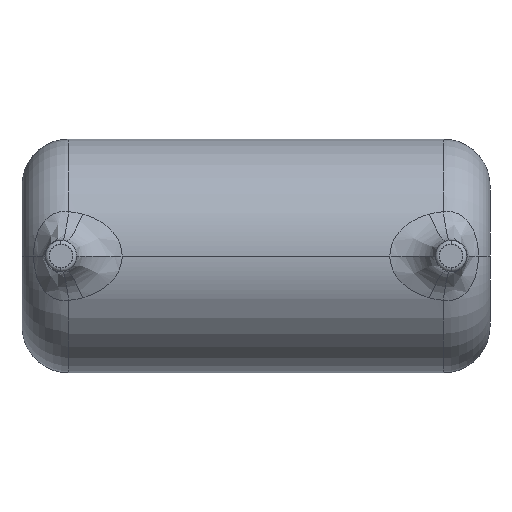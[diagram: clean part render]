
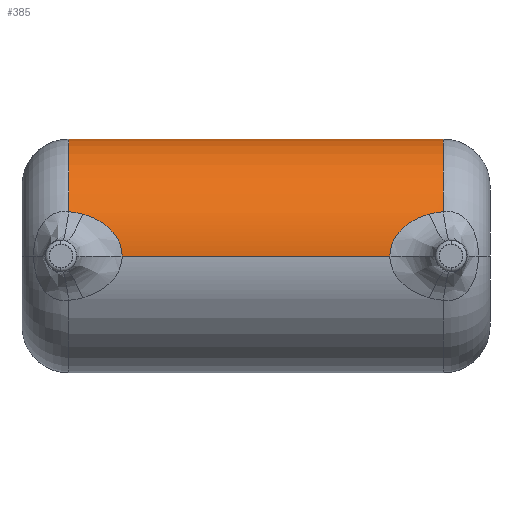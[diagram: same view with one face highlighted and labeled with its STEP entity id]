
A CAD part, front view. The second image highlights one B-rep face of the part: STEP entity #385.
In plain terms, the highlighted cylindrical face has radius 3 mm (diameter 6 mm), a partial arc.
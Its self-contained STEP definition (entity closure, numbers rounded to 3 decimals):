
#37 = CARTESIAN_POINT ( 'NONE',  ( 0., 1., 0. ) ) ;
#45 = DIRECTION ( 'NONE',  ( -1., 0., 0. ) ) ;
#51 = CARTESIAN_POINT ( 'NONE',  ( -4.19, 1.168, 0.991 ) ) ;
#79 = ORIENTED_EDGE ( 'NONE', *, *, #1226, .T. ) ;
#105 = ORIENTED_EDGE ( 'NONE', *, *, #1490, .T. ) ;
#120 = AXIS2_PLACEMENT_3D ( 'NONE', #863, #1131, #447 ) ;
#185 = CARTESIAN_POINT ( 'NONE',  ( 3.433, 1., 0. ) ) ;
#193 = CARTESIAN_POINT ( 'NONE',  ( -3.577, 1.04, 0.505 ) ) ;
#299 = CARTESIAN_POINT ( 'NONE',  ( -4.678, 1.219, 1.124 ) ) ;
#312 = EDGE_LOOP ( 'NONE', ( #661, #105, #79, #581, #1448, #914, #960, #473 ) ) ;
#316 = CARTESIAN_POINT ( 'NONE',  ( 3.577, 1.04, 0.505 ) ) ;
#326 = FACE_OUTER_BOUND ( 'NONE', #312, .T. ) ;
#385 = ADVANCED_FACE ( 'NONE', ( #326 ), #1267, .T. ) ;
#419 = VECTOR ( 'NONE', #500, 1000. ) ;
#432 = EDGE_CURVE ( 'NONE', #943, #932, #1145, .T. ) ;
#447 = DIRECTION ( 'NONE',  ( 0., -1., 0. ) ) ;
#451 = B_SPLINE_CURVE_WITH_KNOTS ( 'NONE', 3,
 ( #1765, #919, #1309, #193, #1300, #1163, #496, #51, #1033, #910 ),
 .UNSPECIFIED., .F., .F.,
 ( 4, 2, 2, 2, 4 ),
 ( 0., 0., 0.001, 0.001, 0.002 ),
 .UNSPECIFIED. ) ;
#473 = ORIENTED_EDGE ( 'NONE', *, *, #1779, .F. ) ;
#490 = LINE ( 'NONE', #1733, #638 ) ;
#496 = CARTESIAN_POINT ( 'NONE',  ( -3.957, 1.128, 0.869 ) ) ;
#500 = DIRECTION ( 'NONE',  ( -1., 0., 0. ) ) ;
#511 = B_SPLINE_CURVE_WITH_KNOTS ( 'NONE', 3,
 ( #1656, #701, #1238, #1813 ),
 .UNSPECIFIED., .F., .F.,
 ( 4, 4 ),
 ( 0.002, 0.002 ),
 .UNSPECIFIED. ) ;
#581 = ORIENTED_EDGE ( 'NONE', *, *, #1325, .T. ) ;
#638 = VECTOR ( 'NONE', #1743, 1000. ) ;
#661 = ORIENTED_EDGE ( 'NONE', *, *, #432, .F. ) ;
#677 = CARTESIAN_POINT ( 'NONE',  ( -4.8, 1.223, 1.135 ) ) ;
#694 = CARTESIAN_POINT ( 'NONE',  ( -4.441, 1.198, 1.072 ) ) ;
#701 = CARTESIAN_POINT ( 'NONE',  ( 4.558, 1.21, 1.103 ) ) ;
#760 = CARTESIAN_POINT ( 'NONE',  ( 3.659, 1.062, 0.613 ) ) ;
#815 = CARTESIAN_POINT ( 'NONE',  ( 4.8, 1.223, 1.135 ) ) ;
#830 = CIRCLE ( 'NONE', #1225, 3. ) ;
#836 = VERTEX_POINT ( 'NONE', #1308 ) ;
#863 = CARTESIAN_POINT ( 'NONE',  ( 4.8, 4., 0. ) ) ;
#875 = DIRECTION ( 'NONE',  ( 0., -1., 0. ) ) ;
#882 = CARTESIAN_POINT ( 'NONE',  ( 3.957, 1.128, 0.869 ) ) ;
#910 = CARTESIAN_POINT ( 'NONE',  ( -4.441, 1.198, 1.072 ) ) ;
#914 = ORIENTED_EDGE ( 'NONE', *, *, #1450, .F. ) ;
#918 = CARTESIAN_POINT ( 'NONE',  ( -3.433, 1., 0. ) ) ;
#919 = CARTESIAN_POINT ( 'NONE',  ( -3.433, 1., 0.135 ) ) ;
#932 = VERTEX_POINT ( 'NONE', #918 ) ;
#943 = VERTEX_POINT ( 'NONE', #1094 ) ;
#950 = AXIS2_PLACEMENT_3D ( 'NONE', #1707, #45, #1012 ) ;
#954 = EDGE_CURVE ( 'NONE', #1079, #836, #1590, .T. ) ;
#960 = ORIENTED_EDGE ( 'NONE', *, *, #954, .F. ) ;
#980 = CARTESIAN_POINT ( 'NONE',  ( 4.8, 4., 3. ) ) ;
#983 = VERTEX_POINT ( 'NONE', #815 ) ;
#1012 = DIRECTION ( 'NONE',  ( 0., -1., 0. ) ) ;
#1027 = CARTESIAN_POINT ( 'NONE',  ( -4.8, 4., 0. ) ) ;
#1033 = CARTESIAN_POINT ( 'NONE',  ( -4.313, 1.185, 1.038 ) ) ;
#1035 = CARTESIAN_POINT ( 'NONE',  ( 3.433, 1., 0.135 ) ) ;
#1079 = VERTEX_POINT ( 'NONE', #694 ) ;
#1094 = CARTESIAN_POINT ( 'NONE',  ( 3.433, 1., 0. ) ) ;
#1115 = CARTESIAN_POINT ( 'NONE',  ( -4.8, 4., 3. ) ) ;
#1125 = VERTEX_POINT ( 'NONE', #1115 ) ;
#1131 = DIRECTION ( 'NONE',  ( -1., 0., 0. ) ) ;
#1145 = LINE ( 'NONE', #37, #419 ) ;
#1163 = CARTESIAN_POINT ( 'NONE',  ( -3.848, 1.105, 0.794 ) ) ;
#1189 = CARTESIAN_POINT ( 'NONE',  ( 4.441, 1.198, 1.072 ) ) ;
#1207 = B_SPLINE_CURVE_WITH_KNOTS ( 'NONE', 3,
 ( #185, #1035, #1568, #316, #760, #1288, #882, #1445, #1598, #1415 ),
 .UNSPECIFIED., .F., .F.,
 ( 4, 2, 2, 2, 4 ),
 ( 0., 0., 0.001, 0.001, 0.002 ),
 .UNSPECIFIED. ) ;
#1225 = AXIS2_PLACEMENT_3D ( 'NONE', #1027, #1706, #875 ) ;
#1226 = EDGE_CURVE ( 'NONE', #1594, #983, #511, .T. ) ;
#1238 = CARTESIAN_POINT ( 'NONE',  ( 4.678, 1.219, 1.124 ) ) ;
#1263 = VERTEX_POINT ( 'NONE', #980 ) ;
#1267 = CYLINDRICAL_SURFACE ( 'NONE', #950, 3. ) ;
#1288 = CARTESIAN_POINT ( 'NONE',  ( 3.848, 1.105, 0.794 ) ) ;
#1300 = CARTESIAN_POINT ( 'NONE',  ( -3.659, 1.062, 0.613 ) ) ;
#1308 = CARTESIAN_POINT ( 'NONE',  ( -4.8, 1.223, 1.135 ) ) ;
#1309 = CARTESIAN_POINT ( 'NONE',  ( -3.465, 1.01, 0.267 ) ) ;
#1325 = EDGE_CURVE ( 'NONE', #983, #1263, #1467, .T. ) ;
#1380 = CARTESIAN_POINT ( 'NONE',  ( -4.558, 1.21, 1.103 ) ) ;
#1397 = CARTESIAN_POINT ( 'NONE',  ( -4.441, 1.198, 1.072 ) ) ;
#1415 = CARTESIAN_POINT ( 'NONE',  ( 4.441, 1.198, 1.072 ) ) ;
#1445 = CARTESIAN_POINT ( 'NONE',  ( 4.19, 1.168, 0.991 ) ) ;
#1448 = ORIENTED_EDGE ( 'NONE', *, *, #1471, .F. ) ;
#1450 = EDGE_CURVE ( 'NONE', #836, #1125, #830, .T. ) ;
#1467 = CIRCLE ( 'NONE', #120, 3. ) ;
#1471 = EDGE_CURVE ( 'NONE', #1125, #1263, #490, .T. ) ;
#1490 = EDGE_CURVE ( 'NONE', #943, #1594, #1207, .T. ) ;
#1568 = CARTESIAN_POINT ( 'NONE',  ( 3.465, 1.01, 0.267 ) ) ;
#1590 = B_SPLINE_CURVE_WITH_KNOTS ( 'NONE', 3,
 ( #1397, #1380, #299, #677 ),
 .UNSPECIFIED., .F., .F.,
 ( 4, 4 ),
 ( 0.002, 0.002 ),
 .UNSPECIFIED. ) ;
#1594 = VERTEX_POINT ( 'NONE', #1189 ) ;
#1598 = CARTESIAN_POINT ( 'NONE',  ( 4.313, 1.185, 1.038 ) ) ;
#1656 = CARTESIAN_POINT ( 'NONE',  ( 4.441, 1.198, 1.072 ) ) ;
#1706 = DIRECTION ( 'NONE',  ( -1., 0., 0. ) ) ;
#1707 = CARTESIAN_POINT ( 'NONE',  ( 0., 4., 0. ) ) ;
#1733 = CARTESIAN_POINT ( 'NONE',  ( 6., 4., 3. ) ) ;
#1743 = DIRECTION ( 'NONE',  ( 1., 0., 0. ) ) ;
#1765 = CARTESIAN_POINT ( 'NONE',  ( -3.433, 1., 0. ) ) ;
#1779 = EDGE_CURVE ( 'NONE', #932, #1079, #451, .T. ) ;
#1813 = CARTESIAN_POINT ( 'NONE',  ( 4.8, 1.223, 1.135 ) ) ;
